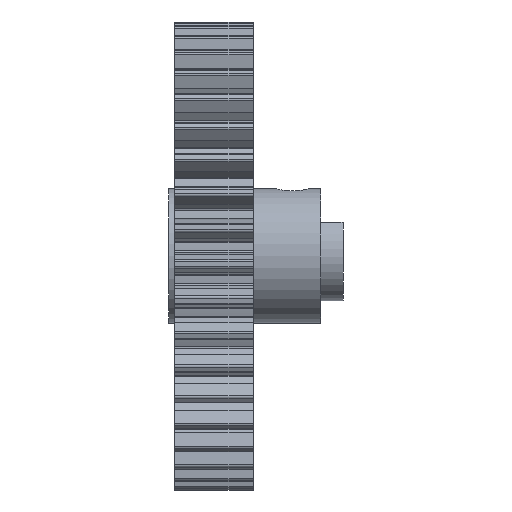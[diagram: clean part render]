
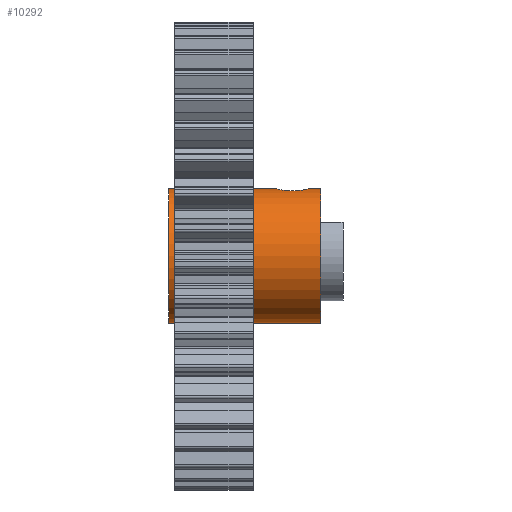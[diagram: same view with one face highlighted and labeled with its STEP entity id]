
A CAD part, left-side view. The second image highlights one B-rep face of the part: STEP entity #10292.
In plain terms, the highlighted cylindrical face has radius 6 mm (diameter 12 mm), a full revolution.
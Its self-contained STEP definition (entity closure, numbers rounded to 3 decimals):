
#21=B_SPLINE_CURVE_WITH_KNOTS('',3,(#17476,#17477,#17478,#17479,#17480,
#17481,#17482,#17483,#17484,#17485,#17486,#17487,#17488,#17489,#17490,#17491,
#17492,#17493,#17494,#17495,#17496,#17497,#17498,#17499,#17500,#17501),
 .UNSPECIFIED.,.F.,.F.,(4,2,2,2,2,2,2,2,2,2,2,2,4),(0.,0.032,
0.066,0.088,0.149,0.21,
0.24,0.27,0.3,0.364,
0.433,0.47,0.506),.UNSPECIFIED.);
#22=B_SPLINE_CURVE_WITH_KNOTS('',3,(#17502,#17503,#17504,#17505,#17506,
#17507,#17508,#17509,#17510,#17511,#17512,#17513,#17514,#17515,#17516,#17517,
#17518,#17519,#17520,#17521,#17522,#17523,#17524,#17525,#17526,#17527),
 .UNSPECIFIED.,.F.,.F.,(4,2,2,2,2,2,2,2,2,2,2,2,4),(0.,0.032,
0.066,0.088,0.149,0.21,
0.24,0.27,0.3,0.364,
0.433,0.47,0.506),.UNSPECIFIED.);
#63=FACE_BOUND('',#1924,.T.);
#64=FACE_BOUND('',#1925,.T.);
#571=CIRCLE('',#11332,6.);
#573=CIRCLE('',#11335,6.);
#828=CYLINDRICAL_SURFACE('',#11337,6.);
#1359=FACE_OUTER_BOUND('',#1923,.T.);
#1923=EDGE_LOOP('',(#9458));
#1924=EDGE_LOOP('',(#9459,#9460));
#1925=EDGE_LOOP('',(#9461));
#4935=VERTEX_POINT('',#17462);
#4937=VERTEX_POINT('',#17467);
#4940=VERTEX_POINT('',#17474);
#4941=VERTEX_POINT('',#17475);
#6444=EDGE_CURVE('',#4935,#4935,#571,.T.);
#6446=EDGE_CURVE('',#4937,#4937,#573,.T.);
#6449=EDGE_CURVE('',#4940,#4941,#21,.T.);
#6450=EDGE_CURVE('',#4941,#4940,#22,.T.);
#9458=ORIENTED_EDGE('',*,*,#6444,.T.);
#9459=ORIENTED_EDGE('',*,*,#6449,.T.);
#9460=ORIENTED_EDGE('',*,*,#6450,.T.);
#9461=ORIENTED_EDGE('',*,*,#6446,.F.);
#10292=ADVANCED_FACE('',(#1359,#63,#64),#828,.T.);
#11332=AXIS2_PLACEMENT_3D('',#17463,#14402,#14403);
#11335=AXIS2_PLACEMENT_3D('',#17468,#14408,#14409);
#11337=AXIS2_PLACEMENT_3D('',#17473,#14413,#14414);
#14402=DIRECTION('center_axis',(0.,0.,1.));
#14403=DIRECTION('ref_axis',(1.,0.,0.));
#14408=DIRECTION('center_axis',(0.,0.,1.));
#14409=DIRECTION('ref_axis',(1.,0.,0.));
#14413=DIRECTION('center_axis',(0.,0.,1.));
#14414=DIRECTION('ref_axis',(1.,0.,0.));
#17462=CARTESIAN_POINT('',(-6.,0.,-0.5));
#17463=CARTESIAN_POINT('Origin',(0.,0.,-0.5));
#17467=CARTESIAN_POINT('',(-6.,0.,13.));
#17468=CARTESIAN_POINT('Origin',(0.,0.,13.));
#17473=CARTESIAN_POINT('Origin',(0.,0.,-0.5));
#17474=CARTESIAN_POINT('',(-1.565,-5.792,10.5));
#17475=CARTESIAN_POINT('',(1.565,-5.792,10.5));
#17476=CARTESIAN_POINT('Ctrl Pts',(-1.565,-5.792,
10.5));
#17477=CARTESIAN_POINT('Ctrl Pts',(-1.566,-5.792,
10.608));
#17478=CARTESIAN_POINT('Ctrl Pts',(-1.553,-5.796,
10.717));
#17479=CARTESIAN_POINT('Ctrl Pts',(-1.504,-5.809,
10.93));
#17480=CARTESIAN_POINT('Ctrl Pts',(-1.467,-5.818,
11.035));
#17481=CARTESIAN_POINT('Ctrl Pts',(-1.385,-5.838,
11.203));
#17482=CARTESIAN_POINT('Ctrl Pts',(-1.346,-5.847,
11.269));
#17483=CARTESIAN_POINT('Ctrl Pts',(-1.188,-5.882,
11.496));
#17484=CARTESIAN_POINT('Ctrl Pts',(-1.042,-5.911,11.637));
#17485=CARTESIAN_POINT('Ctrl Pts',(-0.7,-5.962,
11.856));
#17486=CARTESIAN_POINT('Ctrl Pts',(-0.507,-5.982,
11.933));
#17487=CARTESIAN_POINT('Ctrl Pts',(-0.203,-5.997,
11.991));
#17488=CARTESIAN_POINT('Ctrl Pts',(-0.101,-6.,
12.));
#17489=CARTESIAN_POINT('Ctrl Pts',(0.104,-6.,12.));
#17490=CARTESIAN_POINT('Ctrl Pts',(0.207,-5.997,
11.99));
#17491=CARTESIAN_POINT('Ctrl Pts',(0.408,-5.987,11.951));
#17492=CARTESIAN_POINT('Ctrl Pts',(0.507,-5.979,
11.923));
#17493=CARTESIAN_POINT('Ctrl Pts',(0.803,-5.949,
11.805));
#17494=CARTESIAN_POINT('Ctrl Pts',(0.974,-5.922,
11.689));
#17495=CARTESIAN_POINT('Ctrl Pts',(1.261,-5.868,11.411));
#17496=CARTESIAN_POINT('Ctrl Pts',(1.372,-5.842,11.246));
#17497=CARTESIAN_POINT('Ctrl Pts',(1.486,-5.813,10.983));
#17498=CARTESIAN_POINT('Ctrl Pts',(1.516,-5.805,10.887));
#17499=CARTESIAN_POINT('Ctrl Pts',(1.555,-5.795,10.694));
#17500=CARTESIAN_POINT('Ctrl Pts',(1.566,-5.792,10.597));
#17501=CARTESIAN_POINT('Ctrl Pts',(1.565,-5.792,10.5));
#17502=CARTESIAN_POINT('Ctrl Pts',(1.565,-5.792,10.5));
#17503=CARTESIAN_POINT('Ctrl Pts',(1.566,-5.792,10.392));
#17504=CARTESIAN_POINT('Ctrl Pts',(1.553,-5.796,10.283));
#17505=CARTESIAN_POINT('Ctrl Pts',(1.504,-5.809,10.07));
#17506=CARTESIAN_POINT('Ctrl Pts',(1.467,-5.818,9.965));
#17507=CARTESIAN_POINT('Ctrl Pts',(1.385,-5.838,9.797));
#17508=CARTESIAN_POINT('Ctrl Pts',(1.346,-5.847,9.731));
#17509=CARTESIAN_POINT('Ctrl Pts',(1.188,-5.882,9.504));
#17510=CARTESIAN_POINT('Ctrl Pts',(1.042,-5.911,9.363));
#17511=CARTESIAN_POINT('Ctrl Pts',(0.7,-5.962,
9.144));
#17512=CARTESIAN_POINT('Ctrl Pts',(0.507,-5.982,9.067));
#17513=CARTESIAN_POINT('Ctrl Pts',(0.203,-5.997,
9.009));
#17514=CARTESIAN_POINT('Ctrl Pts',(0.101,-6.,
9.));
#17515=CARTESIAN_POINT('Ctrl Pts',(-0.104,-6.,
9.));
#17516=CARTESIAN_POINT('Ctrl Pts',(-0.207,-5.997,
9.01));
#17517=CARTESIAN_POINT('Ctrl Pts',(-0.408,-5.987,
9.049));
#17518=CARTESIAN_POINT('Ctrl Pts',(-0.507,-5.979,
9.077));
#17519=CARTESIAN_POINT('Ctrl Pts',(-0.803,-5.949,
9.195));
#17520=CARTESIAN_POINT('Ctrl Pts',(-0.974,-5.922,
9.311));
#17521=CARTESIAN_POINT('Ctrl Pts',(-1.261,-5.868,
9.589));
#17522=CARTESIAN_POINT('Ctrl Pts',(-1.372,-5.842,
9.754));
#17523=CARTESIAN_POINT('Ctrl Pts',(-1.486,-5.813,
10.017));
#17524=CARTESIAN_POINT('Ctrl Pts',(-1.516,-5.805,10.113));
#17525=CARTESIAN_POINT('Ctrl Pts',(-1.555,-5.795,10.306));
#17526=CARTESIAN_POINT('Ctrl Pts',(-1.566,-5.792,
10.403));
#17527=CARTESIAN_POINT('Ctrl Pts',(-1.565,-5.792,
10.5));
